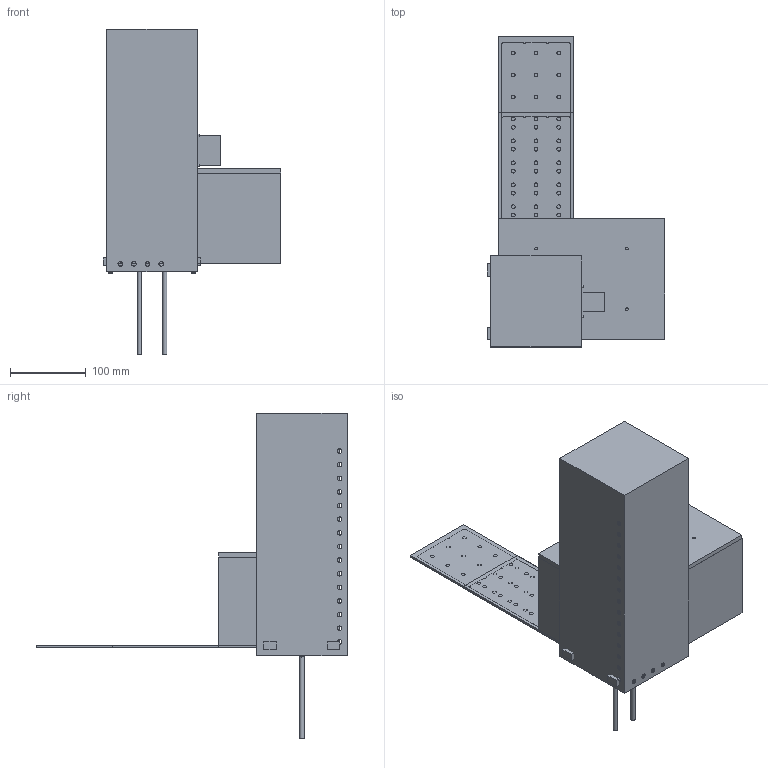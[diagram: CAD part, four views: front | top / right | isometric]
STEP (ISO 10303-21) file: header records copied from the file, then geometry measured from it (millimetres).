
FILE_DESCRIPTION(('FreeCAD Model'),'2;1');
FILE_NAME('Open CASCADE Shape Model','2025-08-25T19:08:46',('Author'),( ''),'Open CASCADE STEP processor 7.8','FreeCAD','Unknown');
FILE_SCHEMA(('AUTOMOTIVE_DESIGN { 1 0 10303 214 1 1 1 1 }'));
Length unit declared in the file: millimetre
Products named in the file (17): Shield_Whipple; SolarWing_01; Deck_03; SidePanel_01; SidePanel_02; Thruster_Ports; SolarWing_02; Optics_Mast; Antenna_Booms; Docking_Ring; Frame_3U; Vault_Base; Vault_Lid; Whipple_AccessPanel; Deck_02; Robot_Feet; Deck_01
Bounding box: 234.5 x 410 x 430 mm (x, y, z)
Volume: 1921619.8 mm3; surface area: 1359335.9 mm2
Topology: 28 solids, 29 shells, 688 faces, 1729 edges, 1136 vertices
Faces by surface type: plane 445, cylinder 239, cone 4
Full cylindrical faces by diameter (mm): 3.3 x77, 5 x60, 6 x50, 8 x8, 18 x1, 40 x1, 60 x1
Entity records: 45536 total; most frequent: CARTESIAN_POINT 9921, DIRECTION 6348, ORIENTED_EDGE 3458, PCURVE 3458, DEFINITIONAL_REPRESENTATION 3458, LINE 3417, VECTOR 3417, EDGE_CURVE 1729
